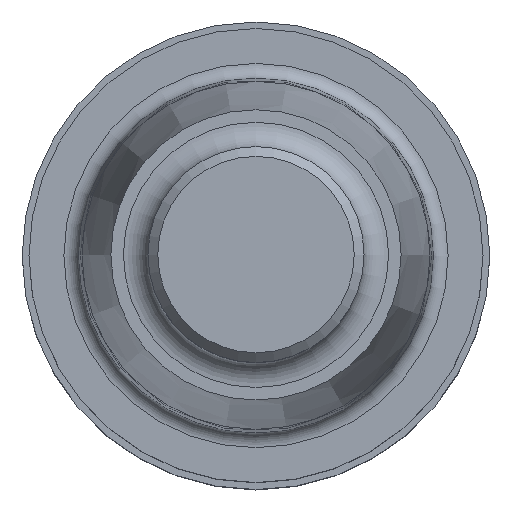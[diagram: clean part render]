
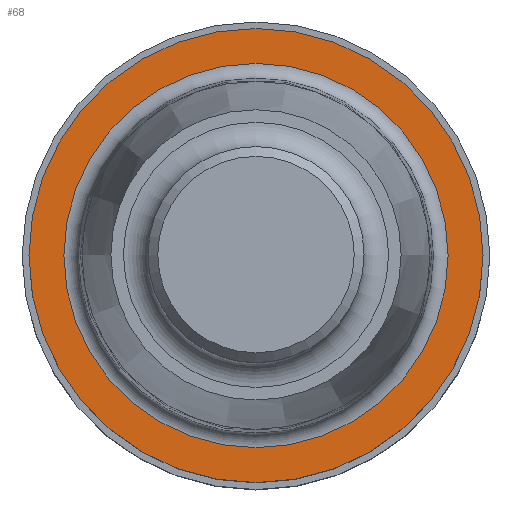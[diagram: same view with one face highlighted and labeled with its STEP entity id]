
A CAD part, top view. The second image highlights one B-rep face of the part: STEP entity #68.
In plain terms, the highlighted planar face has unit normal (0, 0, 1).
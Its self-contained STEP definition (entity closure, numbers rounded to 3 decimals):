
#52=PLANE('',#298);
#68=ADVANCED_FACE('',(#94,#95),#52,.T.);
#94=FACE_BOUND('',#121,.T.);
#95=FACE_BOUND('',#122,.T.);
#121=EDGE_LOOP('',(#149));
#122=EDGE_LOOP('',(#150));
#149=ORIENTED_EDGE('',*,*,#184,.T.);
#150=ORIENTED_EDGE('',*,*,#175,.F.);
#160=VERTEX_POINT('',#404);
#169=VERTEX_POINT('',#430);
#175=EDGE_CURVE('',#160,#160,#189,.T.);
#184=EDGE_CURVE('',#169,#169,#198,.T.);
#189=CIRCLE('',#279,4.625);
#198=CIRCLE('',#296,3.914);
#279=AXIS2_PLACEMENT_3D('',#403,#321,#322);
#296=AXIS2_PLACEMENT_3D('',#429,#355,#356);
#298=AXIS2_PLACEMENT_3D('',#432,#359,#360);
#321=DIRECTION('',(0.,0.,-1.));
#322=DIRECTION('',(-1.,0.,0.));
#355=DIRECTION('',(0.,0.,-1.));
#356=DIRECTION('',(-1.,0.,0.));
#359=DIRECTION('',(0.,0.,1.));
#360=DIRECTION('',(1.,0.,0.));
#403=CARTESIAN_POINT('',(0.,0.,0.));
#404=CARTESIAN_POINT('',(-4.625,0.,0.));
#429=CARTESIAN_POINT('',(0.,0.,0.));
#430=CARTESIAN_POINT('',(-3.914,0.,0.));
#432=CARTESIAN_POINT('',(0.,4.625,0.));
